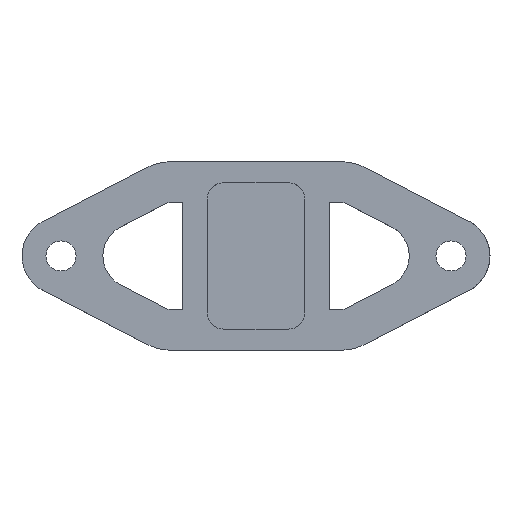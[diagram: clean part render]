
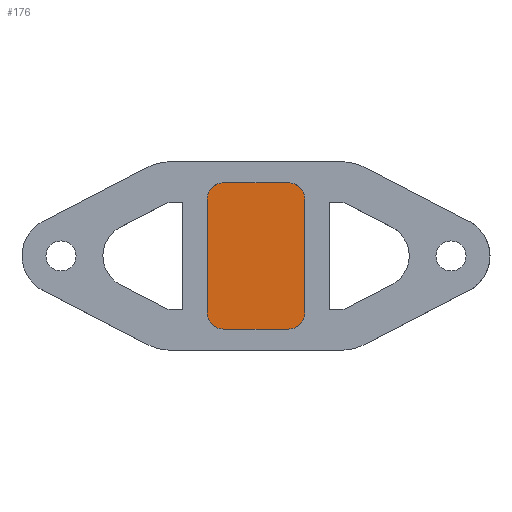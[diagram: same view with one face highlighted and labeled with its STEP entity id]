
A CAD part, top view. The second image highlights one B-rep face of the part: STEP entity #176.
In plain terms, the highlighted planar face has unit normal (0, 0, 1).
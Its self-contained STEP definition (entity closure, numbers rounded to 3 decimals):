
#60 = ORIENTED_EDGE ( 'NONE', *, *, #2809, .T. ) ;
#161 = VERTEX_POINT ( 'NONE', #3111 ) ;
#176 = ADVANCED_FACE ( 'NONE', ( #2842 ), #304, .T. ) ;
#191 = DIRECTION ( 'NONE',  ( 1., 0., 0. ) ) ;
#274 = CARTESIAN_POINT ( 'NONE',  ( 4., -7., 1.6 ) ) ;
#304 = PLANE ( 'NONE',  #348 ) ;
#316 = DIRECTION ( 'NONE',  ( 0., 0., 1. ) ) ;
#342 = CIRCLE ( 'NONE', #3745, 2. ) ;
#348 = AXIS2_PLACEMENT_3D ( 'NONE', #2531, #620, #2802 ) ;
#465 = DIRECTION ( 'NONE',  ( 0., 0., 1. ) ) ;
#499 = DIRECTION ( 'NONE',  ( 0., 0., 1. ) ) ;
#555 = VERTEX_POINT ( 'NONE', #3752 ) ;
#620 = DIRECTION ( 'NONE',  ( 0., 0., 1. ) ) ;
#653 = LINE ( 'NONE', #3162, #1456 ) ;
#703 = VECTOR ( 'NONE', #191, 1000. ) ;
#766 = CARTESIAN_POINT ( 'NONE',  ( -4., -9., 1.6 ) ) ;
#842 = CIRCLE ( 'NONE', #1238, 2. ) ;
#1065 = CARTESIAN_POINT ( 'NONE',  ( -4., 9., 1.6 ) ) ;
#1168 = ORIENTED_EDGE ( 'NONE', *, *, #3009, .T. ) ;
#1238 = AXIS2_PLACEMENT_3D ( 'NONE', #1647, #3800, #2258 ) ;
#1256 = AXIS2_PLACEMENT_3D ( 'NONE', #1717, #465, #3970 ) ;
#1279 = DIRECTION ( 'NONE',  ( 0., -1., 0. ) ) ;
#1413 = VERTEX_POINT ( 'NONE', #766 ) ;
#1456 = VECTOR ( 'NONE', #2542, 1000. ) ;
#1467 = ORIENTED_EDGE ( 'NONE', *, *, #2663, .T. ) ;
#1475 = ORIENTED_EDGE ( 'NONE', *, *, #3262, .T. ) ;
#1609 = CARTESIAN_POINT ( 'NONE',  ( -6., 9., 1.6 ) ) ;
#1647 = CARTESIAN_POINT ( 'NONE',  ( -4., -7., 1.6 ) ) ;
#1658 = VERTEX_POINT ( 'NONE', #1783 ) ;
#1683 = EDGE_CURVE ( 'NONE', #4051, #161, #3026, .T. ) ;
#1717 = CARTESIAN_POINT ( 'NONE',  ( -4., 7., 1.6 ) ) ;
#1758 = EDGE_LOOP ( 'NONE', ( #60, #1168, #1467, #3239, #1475, #3497, #2157, #2042 ) ) ;
#1770 = VECTOR ( 'NONE', #1279, 1000. ) ;
#1783 = CARTESIAN_POINT ( 'NONE',  ( 4., 9., 1.6 ) ) ;
#2042 = ORIENTED_EDGE ( 'NONE', *, *, #2736, .T. ) ;
#2077 = LINE ( 'NONE', #3328, #703 ) ;
#2125 = VERTEX_POINT ( 'NONE', #3091 ) ;
#2157 = ORIENTED_EDGE ( 'NONE', *, *, #2273, .T. ) ;
#2258 = DIRECTION ( 'NONE',  ( 1., 0., 0. ) ) ;
#2273 = EDGE_CURVE ( 'NONE', #161, #2777, #2526, .T. ) ;
#2386 = CARTESIAN_POINT ( 'NONE',  ( 4., 7., 1.6 ) ) ;
#2505 = CARTESIAN_POINT ( 'NONE',  ( 6., -7., 1.6 ) ) ;
#2526 = LINE ( 'NONE', #1609, #1770 ) ;
#2531 = CARTESIAN_POINT ( 'NONE',  ( 0., 0., 1.6 ) ) ;
#2542 = DIRECTION ( 'NONE',  ( -1., 0., 0. ) ) ;
#2600 = VERTEX_POINT ( 'NONE', #2505 ) ;
#2663 = EDGE_CURVE ( 'NONE', #2600, #555, #4057, .T. ) ;
#2736 = EDGE_CURVE ( 'NONE', #2777, #1413, #842, .T. ) ;
#2777 = VERTEX_POINT ( 'NONE', #3525 ) ;
#2802 = DIRECTION ( 'NONE',  ( 1., 0., 0. ) ) ;
#2809 = EDGE_CURVE ( 'NONE', #1413, #2125, #2077, .T. ) ;
#2842 = FACE_OUTER_BOUND ( 'NONE', #1758, .T. ) ;
#2853 = EDGE_CURVE ( 'NONE', #555, #1658, #4050, .T. ) ;
#2867 = AXIS2_PLACEMENT_3D ( 'NONE', #2386, #499, #3024 ) ;
#3009 = EDGE_CURVE ( 'NONE', #2125, #2600, #342, .T. ) ;
#3024 = DIRECTION ( 'NONE',  ( 1., 0., 0. ) ) ;
#3026 = CIRCLE ( 'NONE', #1256, 2. ) ;
#3077 = CARTESIAN_POINT ( 'NONE',  ( 6., 9., 1.6 ) ) ;
#3091 = CARTESIAN_POINT ( 'NONE',  ( 4., -9., 1.6 ) ) ;
#3111 = CARTESIAN_POINT ( 'NONE',  ( -6., 7., 1.6 ) ) ;
#3129 = VECTOR ( 'NONE', #3420, 1000. ) ;
#3162 = CARTESIAN_POINT ( 'NONE',  ( -6., 9., 1.6 ) ) ;
#3239 = ORIENTED_EDGE ( 'NONE', *, *, #2853, .T. ) ;
#3262 = EDGE_CURVE ( 'NONE', #1658, #4051, #653, .T. ) ;
#3328 = CARTESIAN_POINT ( 'NONE',  ( -6., -9., 1.6 ) ) ;
#3372 = DIRECTION ( 'NONE',  ( 1., 0., 0. ) ) ;
#3420 = DIRECTION ( 'NONE',  ( 0., 1., 0. ) ) ;
#3497 = ORIENTED_EDGE ( 'NONE', *, *, #1683, .T. ) ;
#3525 = CARTESIAN_POINT ( 'NONE',  ( -6., -7., 1.6 ) ) ;
#3745 = AXIS2_PLACEMENT_3D ( 'NONE', #274, #316, #3372 ) ;
#3752 = CARTESIAN_POINT ( 'NONE',  ( 6., 7., 1.6 ) ) ;
#3800 = DIRECTION ( 'NONE',  ( 0., 0., 1. ) ) ;
#3970 = DIRECTION ( 'NONE',  ( 1., 0., 0. ) ) ;
#4050 = CIRCLE ( 'NONE', #2867, 2. ) ;
#4051 = VERTEX_POINT ( 'NONE', #1065 ) ;
#4057 = LINE ( 'NONE', #3077, #3129 ) ;
